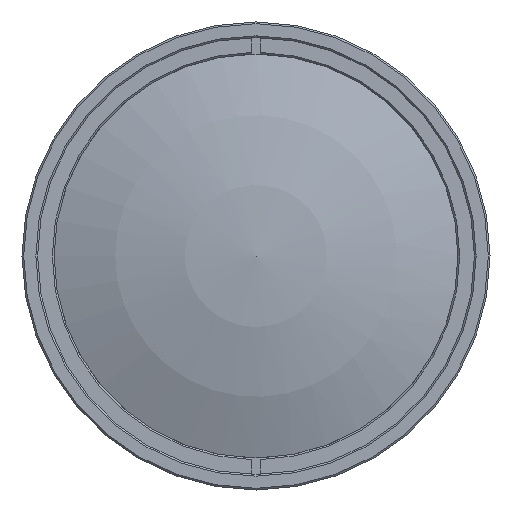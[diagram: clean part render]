
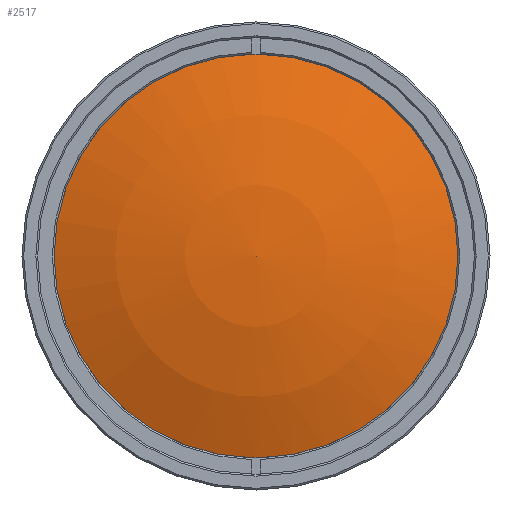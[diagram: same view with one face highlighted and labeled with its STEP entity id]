
A CAD part, left-side view. The second image highlights one B-rep face of the part: STEP entity #2517.
In plain terms, the highlighted spherical face has radius 66.42 mm.
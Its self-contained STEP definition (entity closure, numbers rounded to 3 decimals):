
#31=SPHERICAL_SURFACE('',#8157,66.42);
#485=FACE_OUTER_BOUND('',#3712,.T.);
#2517=ADVANCED_FACE('',(#485),#31,.T.);
#3712=EDGE_LOOP('',(#5640));
#5640=ORIENTED_EDGE('',*,*,#7448,.F.);
#6467=VERTEX_POINT('',#16659);
#7448=EDGE_CURVE('',#6467,#6467,#7685,.T.);
#7685=CIRCLE('',#8156,24.063);
#8156=AXIS2_PLACEMENT_3D('',#16658,#9546,#9547);
#8157=AXIS2_PLACEMENT_3D('',#16660,#9548,#9549);
#9546=DIRECTION('',(1.,0.,0.));
#9547=DIRECTION('',(0.,0.,-1.));
#9548=DIRECTION('',(1.,0.,0.));
#9549=DIRECTION('',(0.,1.,0.));
#16658=CARTESIAN_POINT('',(7.953,0.,0.));
#16659=CARTESIAN_POINT('',(7.953,0.,-24.063));
#16660=CARTESIAN_POINT('',(69.861,0.,0.));
